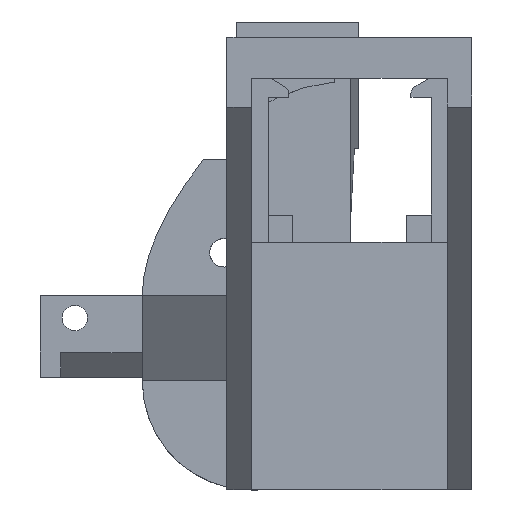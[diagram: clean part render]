
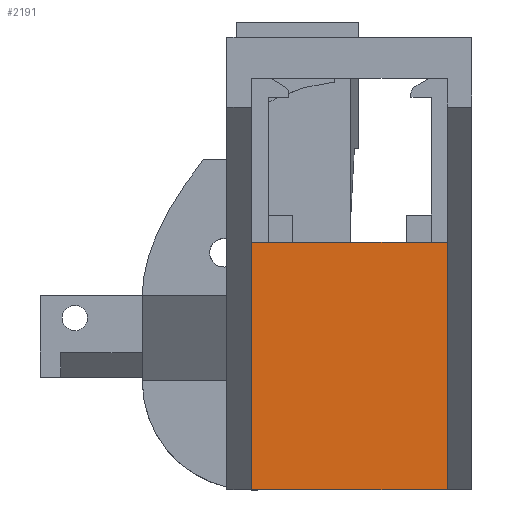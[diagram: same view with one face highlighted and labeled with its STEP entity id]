
A CAD part, top view. The second image highlights one B-rep face of the part: STEP entity #2191.
In plain terms, the highlighted planar face has unit normal (0, 0, 1).
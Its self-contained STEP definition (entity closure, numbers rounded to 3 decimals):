
#129=FACE_OUTER_BOUND('',#248,.T.);
#248=EDGE_LOOP('',(#1671,#1672,#1673,#1674));
#373=LINE('',#3123,#652);
#382=LINE('',#3141,#661);
#422=LINE('',#3254,#701);
#440=LINE('',#3287,#719);
#652=VECTOR('',#2503,10.);
#661=VECTOR('',#2514,10.);
#701=VECTOR('',#2618,10.);
#719=VECTOR('',#2640,10.);
#933=VERTEX_POINT('',#3120);
#934=VERTEX_POINT('',#3122);
#941=VERTEX_POINT('',#3138);
#942=VERTEX_POINT('',#3140);
#1151=EDGE_CURVE('',#933,#934,#373,.T.);
#1160=EDGE_CURVE('',#941,#942,#382,.T.);
#1217=EDGE_CURVE('',#934,#941,#422,.T.);
#1235=EDGE_CURVE('',#942,#933,#440,.T.);
#1671=ORIENTED_EDGE('',*,*,#1151,.F.);
#1672=ORIENTED_EDGE('',*,*,#1235,.F.);
#1673=ORIENTED_EDGE('',*,*,#1160,.F.);
#1674=ORIENTED_EDGE('',*,*,#1217,.F.);
#2096=PLANE('',#2326);
#2191=ADVANCED_FACE('',(#129),#2096,.T.);
#2326=AXIS2_PLACEMENT_3D('',#3334,#2679,#2680);
#2503=DIRECTION('',(0.,1.,0.));
#2514=DIRECTION('',(0.,-1.,0.));
#2618=DIRECTION('',(1.,0.,0.));
#2640=DIRECTION('',(-1.,0.,0.));
#2679=DIRECTION('center_axis',(0.,0.,
1.));
#2680=DIRECTION('ref_axis',(0.,1.,0.));
#3120=CARTESIAN_POINT('',(-62.888,-11.85,19.557));
#3122=CARTESIAN_POINT('',(-62.888,18.455,19.557));
#3123=CARTESIAN_POINT('',(-62.888,16.928,19.557));
#3138=CARTESIAN_POINT('',(-38.888,18.455,19.557));
#3140=CARTESIAN_POINT('',(-38.888,-11.85,19.557));
#3141=CARTESIAN_POINT('',(-38.888,1.775,19.557));
#3254=CARTESIAN_POINT('',(-38.888,18.455,19.557));
#3287=CARTESIAN_POINT('',(-62.888,-11.85,19.557));
#3334=CARTESIAN_POINT('Origin',(-50.888,15.4,19.557));
